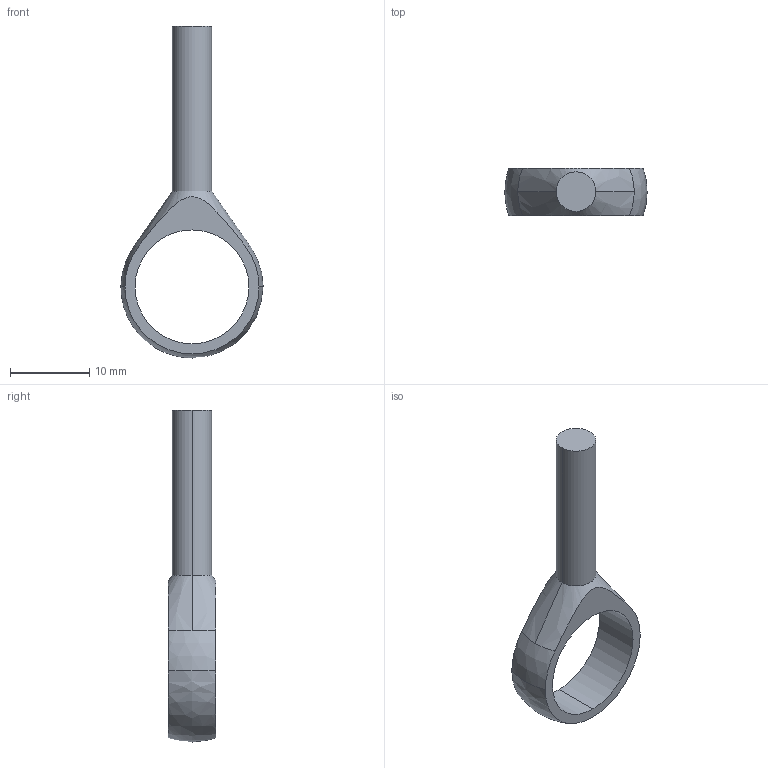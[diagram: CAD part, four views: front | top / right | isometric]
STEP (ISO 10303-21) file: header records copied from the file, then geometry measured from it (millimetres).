
FILE_DESCRIPTION (( 'STEP AP203' ), '1' );
FILE_NAME ('Male Rod End Bearing HS_Default_sldprt.STEP', '2025-03-20T05:05:09', ( '' ), ( '' ), 'SwSTEP 2.0', 'SolidWorks 2022', '' );
FILE_SCHEMA (( 'CONFIG_CONTROL_DESIGN' ));
Length unit declared in the file: millimetre
Products named in the file (1): Male Rod End Bearing HS_Default_sldprt
Bounding box: 18 x 6 x 42 mm (x, y, z)
Volume: 1062.3 mm3; surface area: 1138 mm2
Topology: 1 solids, 1 shells, 12 faces, 31 edges, 20 vertices
Faces by surface type: cylinder 4, sphere 3, plane 3, cone 2
Entity records: 495 total; most frequent: CARTESIAN_POINT 121, DIRECTION 72, ORIENTED_EDGE 56, AXIS2_PLACEMENT_3D 33, EDGE_CURVE 28, CIRCLE 20, VERTEX_POINT 18, EDGE_LOOP 14
